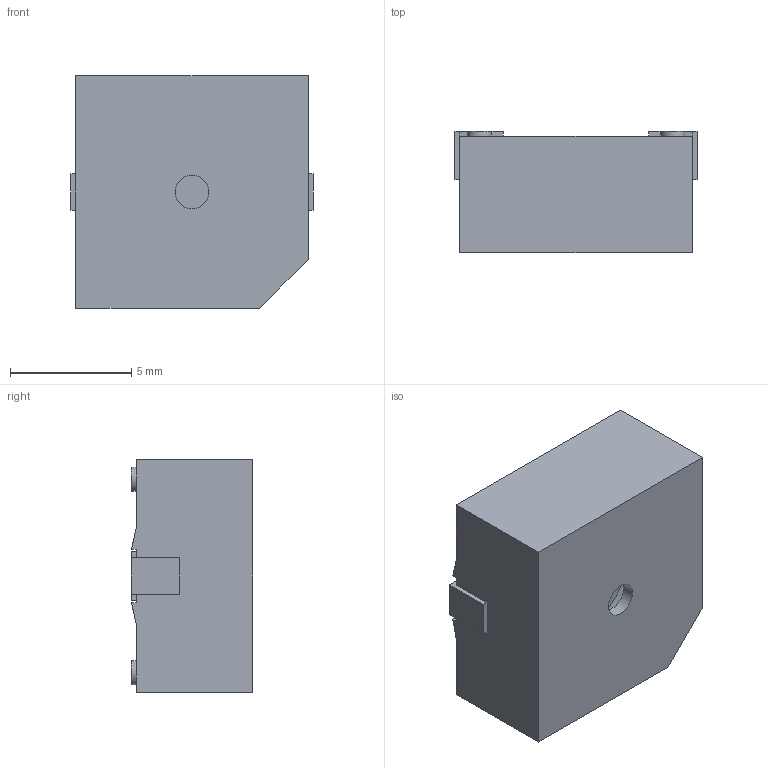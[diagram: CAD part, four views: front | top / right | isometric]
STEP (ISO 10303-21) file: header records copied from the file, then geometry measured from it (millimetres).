
FILE_DESCRIPTION(/* description */ (''),/* implementation_level */ '2;1');
FILE_NAME(/* name */ 'SMI-1027-T-5V-R.stp',/* time_stamp */ '2020-04-30T14:35:55-04:00',/* author */ ('VanDenBroek'),/* organization */ (''),/* preprocessor_version */ 'ST-DEVELOPER v16.1',/* originating_system */ 'Autodesk Inventor 2016',/* authorisation */ '');
FILE_SCHEMA (('AUTOMOTIVE_DESIGN { 1 0 10303 214 3 1 1 }'));
Length unit declared in the file: millimetre
Products named in the file (3): Áã¼þ4; Áã¼þ5; SMI-1027-T-5V-R
Assembly tree (3 placements, depth 2):
  SMI-1027-T-5V-R
    Áã¼þ4
    Áã¼þ5  x2
Bounding box: 10 x 5 x 9.6 mm (x, y, z)
Volume: 193.8 mm3; surface area: 677 mm2
Topology: 10 solids, 10 shells, 148 faces, 358 edges, 236 vertices
Faces by surface type: plane 139, cylinder 9
Full cylindrical faces by diameter (mm): 1 x3, 1.4 x1, 8.873 x1
Entity records: 3450 total; most frequent: CARTESIAN_POINT 577, ORIENTED_EDGE 544, DIRECTION 539, EDGE_CURVE 272, LINE 249, VECTOR 249, VERTEX_POINT 183, AXIS2_PLACEMENT_3D 145
